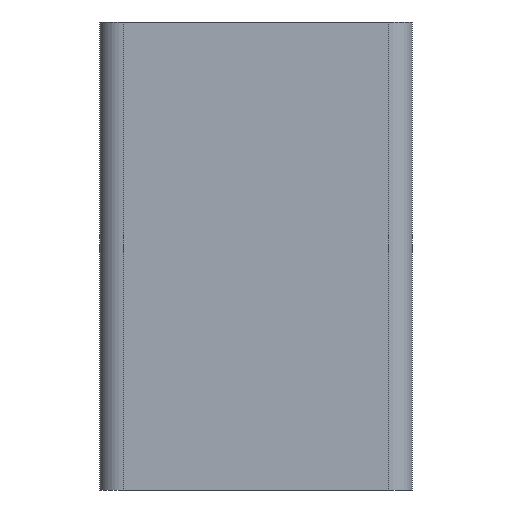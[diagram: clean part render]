
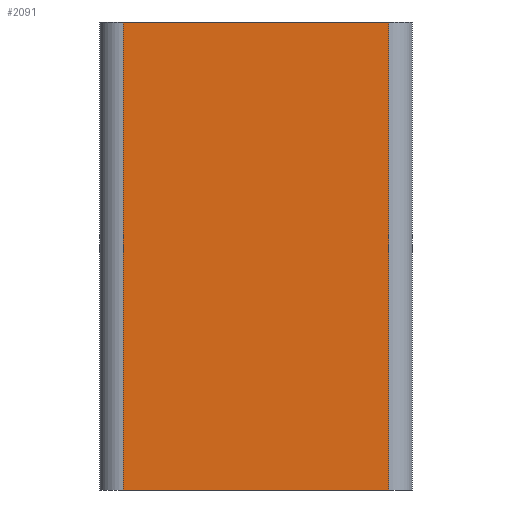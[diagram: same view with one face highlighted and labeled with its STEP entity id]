
A CAD part, front view. The second image highlights one B-rep face of the part: STEP entity #2091.
In plain terms, the highlighted planar face has unit normal (0, -1, 0).
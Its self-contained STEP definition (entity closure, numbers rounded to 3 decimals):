
#2033=CARTESIAN_POINT('',(8.5,-10.0,30.0));
#2034=VERTEX_POINT('',#2033);
#2042=CARTESIAN_POINT('',(8.5,-10.0,0.0));
#2043=VERTEX_POINT('',#2042);
#2044=CARTESIAN_POINT('',(8.5,-10.0,0.0));
#2045=DIRECTION('',(0.0,0.0,1.0));
#2046=VECTOR('',#2045,30.0);
#2047=LINE('',#2044,#2046);
#2048=EDGE_CURVE('',#2043,#2034,#2047,.T.);
#2061=CARTESIAN_POINT('',(8.5,-10.0,0.0));
#2062=DIRECTION('',(0.0,-1.0,0.0));
#2063=DIRECTION('',(0.0,0.0,-1.0));
#2064=AXIS2_PLACEMENT_3D('',#2061,#2062,#2063);
#2065=PLANE('',#2064);
#2066=CARTESIAN_POINT('',(-8.5,-10.0,30.0));
#2067=VERTEX_POINT('',#2066);
#2068=CARTESIAN_POINT('',(8.5,-10.0,30.0));
#2069=DIRECTION('',(-1.0,0.0,0.0));
#2070=VECTOR('',#2069,17.);
#2071=LINE('',#2068,#2070);
#2072=EDGE_CURVE('',#2034,#2067,#2071,.T.);
#2073=ORIENTED_EDGE('',*,*,#2072,.T.);
#2074=CARTESIAN_POINT('',(-8.5,-10.0,0.0));
#2075=VERTEX_POINT('',#2074);
#2076=CARTESIAN_POINT('',(-8.5,-10.0,0.0));
#2077=DIRECTION('',(0.0,0.0,1.0));
#2078=VECTOR('',#2077,30.0);
#2079=LINE('',#2076,#2078);
#2080=EDGE_CURVE('',#2075,#2067,#2079,.T.);
#2081=ORIENTED_EDGE('',*,*,#2080,.F.);
#2082=CARTESIAN_POINT('',(-8.5,-10.0,0.0));
#2083=DIRECTION('',(1.0,0.0,0.0));
#2084=VECTOR('',#2083,17.);
#2085=LINE('',#2082,#2084);
#2086=EDGE_CURVE('',#2075,#2043,#2085,.T.);
#2087=ORIENTED_EDGE('',*,*,#2086,.T.);
#2088=ORIENTED_EDGE('',*,*,#2048,.T.);
#2089=EDGE_LOOP('',(#2073,#2081,#2087,#2088));
#2090=FACE_OUTER_BOUND('',#2089,.T.);
#2091=ADVANCED_FACE('',(#2090),#2065,.T.);
